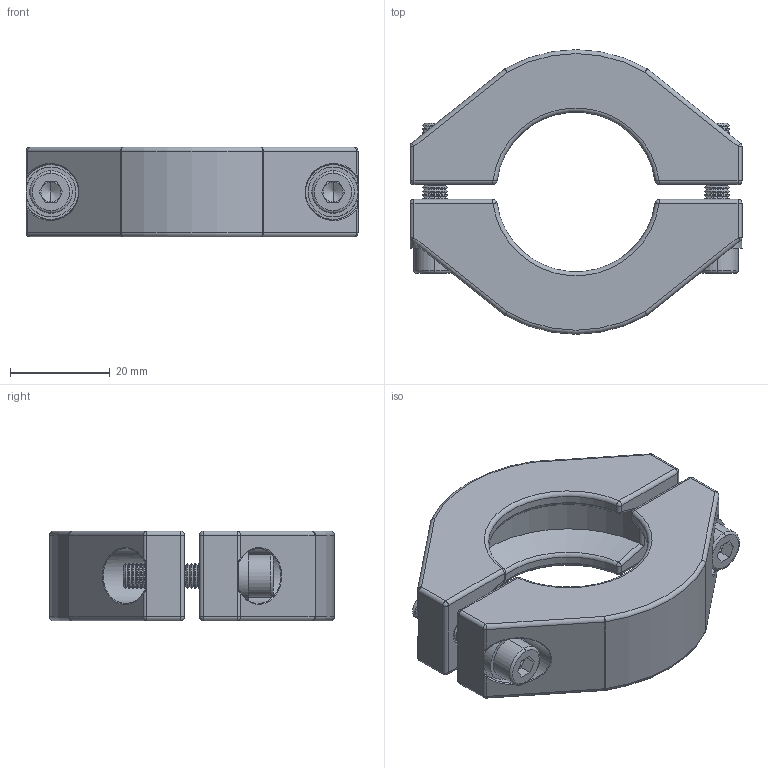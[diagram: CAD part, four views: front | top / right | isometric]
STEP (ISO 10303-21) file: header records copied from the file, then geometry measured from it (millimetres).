
FILE_DESCRIPTION (( 'STEP AP214' ), '1' );
FILE_NAME ('120 BSM 025.STEP', '2012-08-02T08:07:42', ( '' ), ( '' ), 'SwSTEP 2.0', 'SolidWorks 2010', '' );
FILE_SCHEMA (( 'AUTOMOTIVE_DESIGN' ));
Length unit declared in the file: millimetre
Products named in the file (1): 120 BSM 025
Bounding box: 66.5 x 57 x 18 mm (x, y, z)
Volume: 26534.2 mm3; surface area: 13520.8 mm2
Topology: 1 solids, 37 shells, 594 faces, 1340 edges, 730 vertices
Faces by surface type: cone 244, cylinder 208, plane 54, sphere 40, torus 28, bspline 20
Entity records: 17102 total; most frequent: CARTESIAN_POINT 3749, DIRECTION 3086, ORIENTED_EDGE 2624, EDGE_CURVE 1312, AXIS2_PLACEMENT_3D 1271, VERTEX_POINT 730, CIRCLE 696, EDGE_LOOP 606
